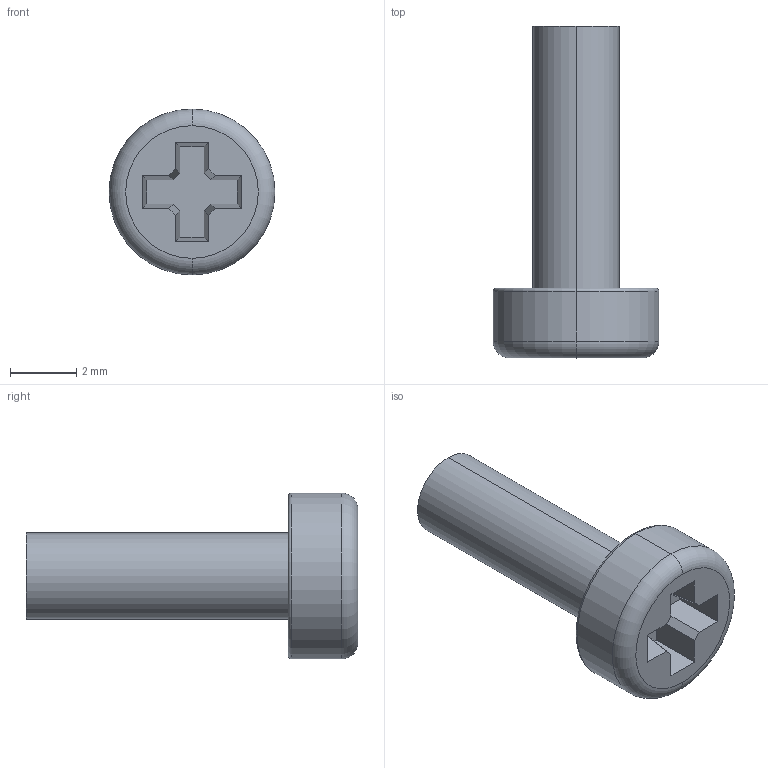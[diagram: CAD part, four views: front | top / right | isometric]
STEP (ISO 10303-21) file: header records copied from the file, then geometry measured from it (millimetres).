
FILE_DESCRIPTION (( 'STEP AP203' ), '1' );
FILE_NAME ('hw-screw-pan-440-10mm.STEP', '2014-04-23T20:13:01', ( '' ), ( '' ), 'SwSTEP 2.0', 'SolidWorks 2013', '' );
FILE_SCHEMA (( 'CONFIG_CONTROL_DESIGN' ));
Length unit declared in the file: millimetre
Products named in the file (1): hw-screw-pan-440-10mm
Bounding box: 5 x 10 x 5 mm (x, y, z)
Volume: 75.9 mm3; surface area: 147.7 mm2
Topology: 1 solids, 1 shells, 28 faces, 68 edges, 44 vertices
Faces by surface type: plane 20, torus 4, cylinder 4
Entity records: 893 total; most frequent: DIRECTION 142, CARTESIAN_POINT 141, ORIENTED_EDGE 136, EDGE_CURVE 68, LINE 52, VECTOR 52, AXIS2_PLACEMENT_3D 45, VERTEX_POINT 44
